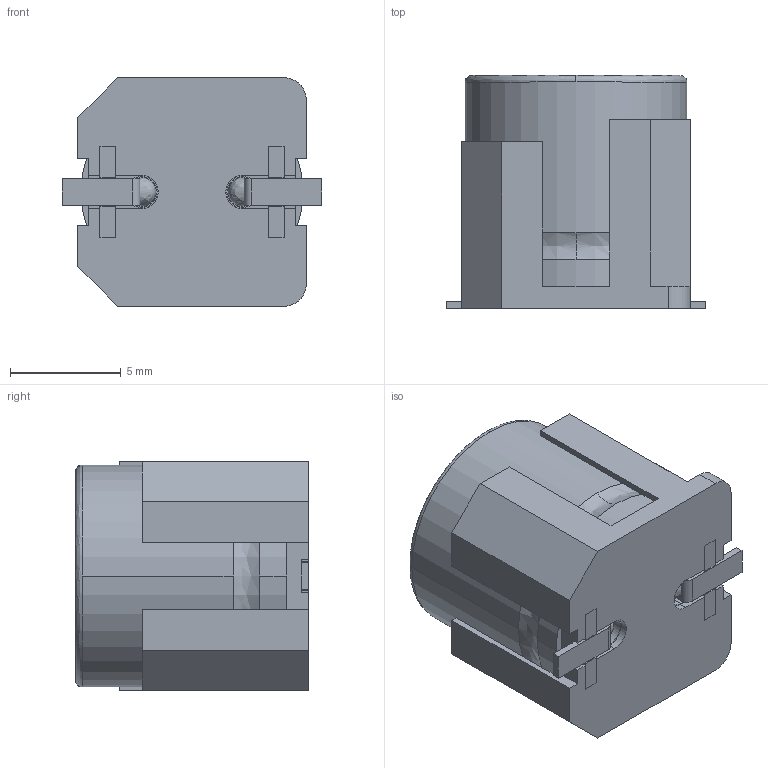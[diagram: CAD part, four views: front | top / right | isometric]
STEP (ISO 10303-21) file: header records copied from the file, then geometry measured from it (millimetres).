
FILE_DESCRIPTION (( 'STEP AP214' ), '1' );
FILE_NAME ('EEETP1V221AV.STEP', '2021-07-07T16:56:17', ( '' ), ( '' ), 'SwSTEP 2.0', 'SolidWorks 2017', '' );
FILE_SCHEMA (( 'AUTOMOTIVE_DESIGN' ));
Length unit declared in the file: millimetre
Products named in the file (1): EEETP1V221AV
Bounding box: 11.7 x 10.5 x 10.3 mm (x, y, z)
Volume: 958.1 mm3; surface area: 1083.4 mm2
Topology: 6 solids, 6 shells, 141 faces, 389 edges, 256 vertices
Faces by surface type: plane 110, cylinder 23, bspline 8
Entity records: 6197 total; most frequent: CARTESIAN_POINT 960, ORIENTED_EDGE 770, DIRECTION 714, EDGE_CURVE 385, LINE 310, VECTOR 310, VERTEX_POINT 256, AXIS2_PLACEMENT_3D 202
